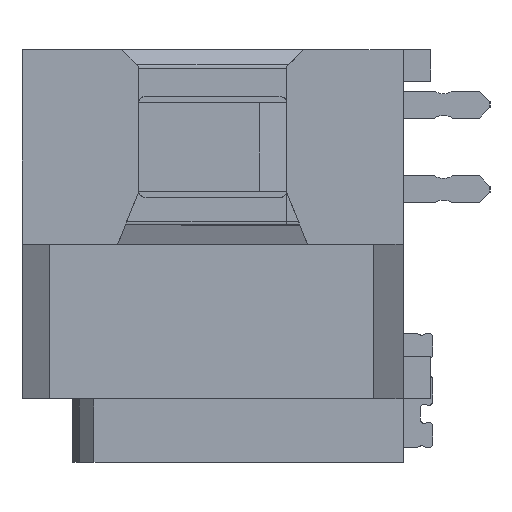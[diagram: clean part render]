
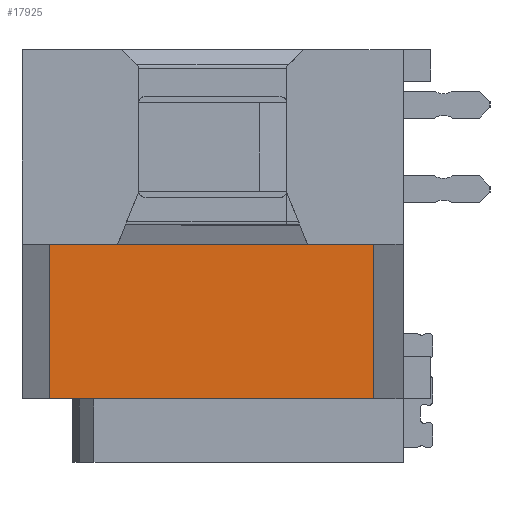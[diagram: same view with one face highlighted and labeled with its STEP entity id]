
A CAD part, left-side view. The second image highlights one B-rep face of the part: STEP entity #17925.
In plain terms, the highlighted planar face has unit normal (-1, 0, 0).
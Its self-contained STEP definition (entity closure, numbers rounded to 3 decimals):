
#1134 = ORIENTED_EDGE ( 'NONE', *, *, #4600, .T. ) ;
#1185 = ORIENTED_EDGE ( 'NONE', *, *, #16487, .F. ) ;
#1189 = VECTOR ( 'NONE', #2742, 1000. ) ;
#1591 = CARTESIAN_POINT ( 'NONE',  ( -12.137, 9.05, -2.3 ) ) ;
#1754 = EDGE_CURVE ( 'NONE', #10322, #6742, #9172, .T. ) ;
#2742 = DIRECTION ( 'NONE',  ( 0., 0., 1. ) ) ;
#4121 = DIRECTION ( 'NONE',  ( 0., -1., 0. ) ) ;
#4600 = EDGE_CURVE ( 'NONE', #6742, #8624, #8197, .T. ) ;
#5844 = CARTESIAN_POINT ( 'NONE',  ( -12.137, 1.4, -5.95 ) ) ;
#6742 = VERTEX_POINT ( 'NONE', #15937 ) ;
#7163 = VERTEX_POINT ( 'NONE', #14328 ) ;
#7257 = DIRECTION ( 'NONE',  ( 0., -1., 0. ) ) ;
#7507 = DIRECTION ( 'NONE',  ( 0., 0., -1. ) ) ;
#7592 = CARTESIAN_POINT ( 'NONE',  ( -12.137, 9.05, -5.95 ) ) ;
#8197 = LINE ( 'NONE', #5844, #15155 ) ;
#8624 = VERTEX_POINT ( 'NONE', #12610 ) ;
#8765 = FACE_OUTER_BOUND ( 'NONE', #9204, .T. ) ;
#9172 = LINE ( 'NONE', #17923, #15481 ) ;
#9204 = EDGE_LOOP ( 'NONE', ( #1134, #19485, #1185, #19765 ) ) ;
#10322 = VERTEX_POINT ( 'NONE', #12852 ) ;
#12610 = CARTESIAN_POINT ( 'NONE',  ( -12.137, 1.4, -2.3 ) ) ;
#12852 = CARTESIAN_POINT ( 'NONE',  ( -12.137, 9.05, -5.95 ) ) ;
#13149 = LINE ( 'NONE', #17538, #1189 ) ;
#13649 = LINE ( 'NONE', #1591, #25705 ) ;
#13959 = AXIS2_PLACEMENT_3D ( 'NONE', #7592, #17906, #7507 ) ;
#14174 = DIRECTION ( 'NONE',  ( 0., 0., 1. ) ) ;
#14328 = CARTESIAN_POINT ( 'NONE',  ( -12.137, 9.05, -2.3 ) ) ;
#15155 = VECTOR ( 'NONE', #14174, 1000. ) ;
#15481 = VECTOR ( 'NONE', #7257, 1000. ) ;
#15937 = CARTESIAN_POINT ( 'NONE',  ( -12.137, 1.4, -5.95 ) ) ;
#16023 = PLANE ( 'NONE',  #13959 ) ;
#16487 = EDGE_CURVE ( 'NONE', #10322, #7163, #13149, .T. ) ;
#17538 = CARTESIAN_POINT ( 'NONE',  ( -12.137, 9.05, -5.95 ) ) ;
#17906 = DIRECTION ( 'NONE',  ( 1., 0., 0. ) ) ;
#17923 = CARTESIAN_POINT ( 'NONE',  ( -12.137, 9.05, -5.95 ) ) ;
#17925 = ADVANCED_FACE ( 'NONE', ( #8765 ), #16023, .F. ) ;
#19485 = ORIENTED_EDGE ( 'NONE', *, *, #27419, .F. ) ;
#19765 = ORIENTED_EDGE ( 'NONE', *, *, #1754, .T. ) ;
#25705 = VECTOR ( 'NONE', #4121, 1000. ) ;
#27419 = EDGE_CURVE ( 'NONE', #7163, #8624, #13649, .T. ) ;
